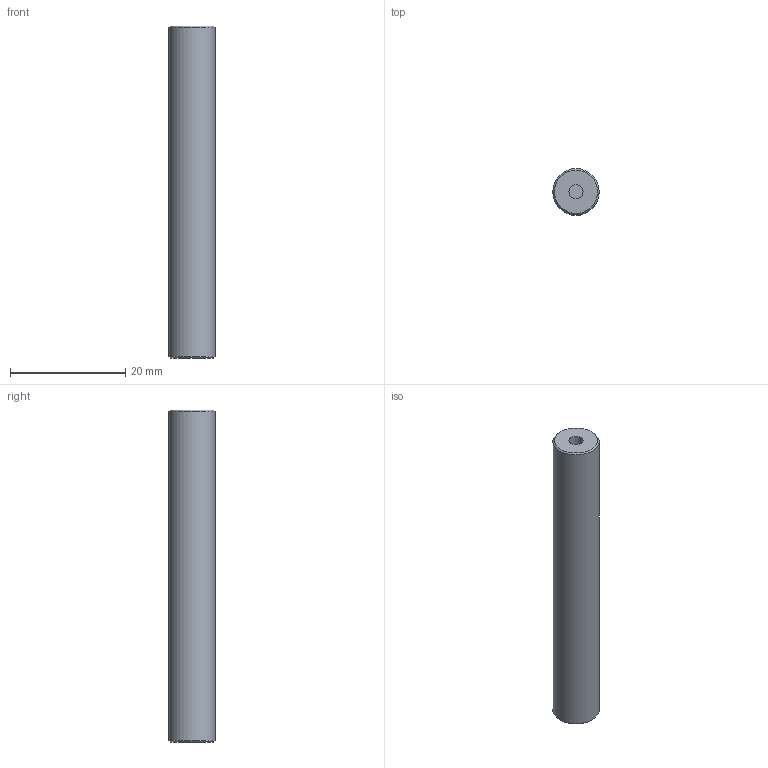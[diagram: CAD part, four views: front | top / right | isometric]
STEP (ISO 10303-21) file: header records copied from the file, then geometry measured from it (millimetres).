
FILE_DESCRIPTION(/* description */ ('Unknown'),/* implementation_level */ '2;1');
FILE_NAME(/* name */ 'OF-AD-HA-IN-2P-OD',/* time_stamp */ '2023-06-29T15:58:12+01:00',/* author */ ('Unknown'),/* organization */ ('Unknown'),/* preprocessor_version */ 'ST-DEVELOPER v16.7',/* originating_system */ 'Solid Edge',/* authorisation */ 'Unknown');
FILE_SCHEMA (('AUTOMOTIVE_DESIGN {1 0 10303 214 3 1 1}'));
Length unit declared in the file: millimetre
Products named in the file (1): Port Switcher - Post
Bounding box: 8 x 8 x 57.5 mm (x, y, z)
Volume: 2831.7 mm3; surface area: 1630.8 mm2
Topology: 1 solids, 1 shells, 9 faces, 13 edges, 8 vertices
Faces by surface type: plane 4, cylinder 3, cone 2
Full cylindrical faces by diameter (mm): 2.459 x2, 8 x1
Entity records: 261 total; most frequent: DIRECTION 36, CARTESIAN_POINT 26, AXIS2_PLACEMENT_3D 18, ORIENTED_EDGE 16, EDGE_LOOP 16, FACE_BOUND 16, STYLED_ITEM 9, PRESENTATION_STYLE_ASSIGNMENT 9
